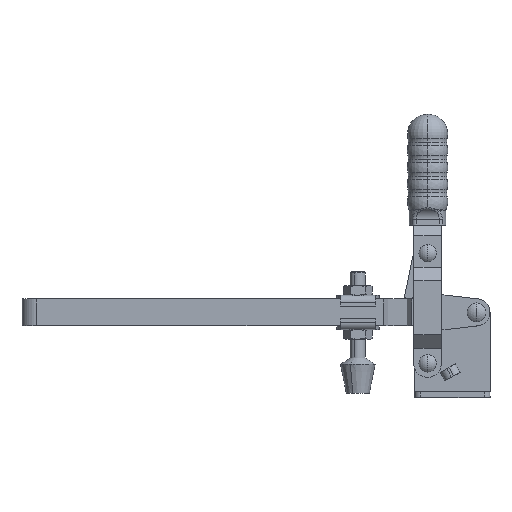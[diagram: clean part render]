
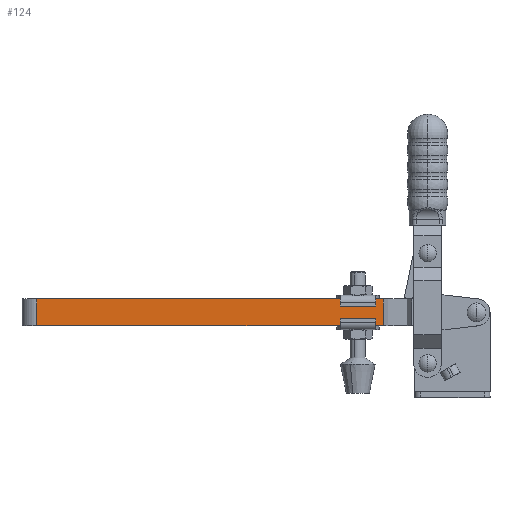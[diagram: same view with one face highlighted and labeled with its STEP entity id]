
A CAD part, top view. The second image highlights one B-rep face of the part: STEP entity #124.
In plain terms, the highlighted planar face has unit normal (0, 0, 1).
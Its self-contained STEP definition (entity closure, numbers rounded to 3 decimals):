
#58 = VECTOR ( 'NONE', #10158, 1000. ) ;
#124 = ADVANCED_FACE ( 'NONE', ( #6451 ), #3996, .T. ) ;
#172 = CARTESIAN_POINT ( 'NONE',  ( -55.5, 51.2, 7.7 ) ) ;
#476 = LINE ( 'NONE', #770, #2736 ) ;
#648 = DIRECTION ( 'NONE',  ( 0., 0., 1. ) ) ;
#770 = CARTESIAN_POINT ( 'NONE',  ( -235.3, 34.45, 7.7 ) ) ;
#1900 = CARTESIAN_POINT ( 'NONE',  ( -243., 51.2, 7.7 ) ) ;
#1907 = LINE ( 'NONE', #1900, #10641 ) ;
#2695 = ORIENTED_EDGE ( 'NONE', *, *, #11512, .T. ) ;
#2736 = VECTOR ( 'NONE', #7366, 1000. ) ;
#2850 = EDGE_CURVE ( 'NONE', #9906, #6605, #1907, .T. ) ;
#3630 = VERTEX_POINT ( 'NONE', #6928 ) ;
#3783 = EDGE_CURVE ( 'NONE', #3630, #3971, #5095, .T. ) ;
#3784 = EDGE_LOOP ( 'NONE', ( #8824, #11178, #2695, #5391 ) ) ;
#3864 = DIRECTION ( 'NONE',  ( 1., 0., 0. ) ) ;
#3925 = CARTESIAN_POINT ( 'NONE',  ( -55.5, 34.45, 7.7 ) ) ;
#3957 = VECTOR ( 'NONE', #10408, 1000. ) ;
#3971 = VERTEX_POINT ( 'NONE', #5707 ) ;
#3996 = PLANE ( 'NONE',  #10332 ) ;
#4250 = LINE ( 'NONE', #3925, #3957 ) ;
#5095 = LINE ( 'NONE', #6438, #58 ) ;
#5391 = ORIENTED_EDGE ( 'NONE', *, *, #2850, .T. ) ;
#5707 = CARTESIAN_POINT ( 'NONE',  ( -55.5, 37.2, 7.7 ) ) ;
#6438 = CARTESIAN_POINT ( 'NONE',  ( -243., 37.2, 7.7 ) ) ;
#6451 = FACE_OUTER_BOUND ( 'NONE', #3784, .T. ) ;
#6605 = VERTEX_POINT ( 'NONE', #8589 ) ;
#6928 = CARTESIAN_POINT ( 'NONE',  ( -235.3, 37.2, 7.7 ) ) ;
#7366 = DIRECTION ( 'NONE',  ( 0., 1., 0. ) ) ;
#7490 = DIRECTION ( 'NONE',  ( -1., 0., 0. ) ) ;
#8589 = CARTESIAN_POINT ( 'NONE',  ( -235.3, 51.2, 7.7 ) ) ;
#8824 = ORIENTED_EDGE ( 'NONE', *, *, #8921, .F. ) ;
#8921 = EDGE_CURVE ( 'NONE', #3630, #6605, #476, .T. ) ;
#9906 = VERTEX_POINT ( 'NONE', #172 ) ;
#10158 = DIRECTION ( 'NONE',  ( 1., 0., 0. ) ) ;
#10332 = AXIS2_PLACEMENT_3D ( 'NONE', #12032, #648, #3864 ) ;
#10408 = DIRECTION ( 'NONE',  ( 0., 1., 0. ) ) ;
#10641 = VECTOR ( 'NONE', #7490, 1000. ) ;
#11178 = ORIENTED_EDGE ( 'NONE', *, *, #3783, .T. ) ;
#11512 = EDGE_CURVE ( 'NONE', #3971, #9906, #4250, .T. ) ;
#12032 = CARTESIAN_POINT ( 'NONE',  ( -235.3, 34.45, 7.7 ) ) ;
